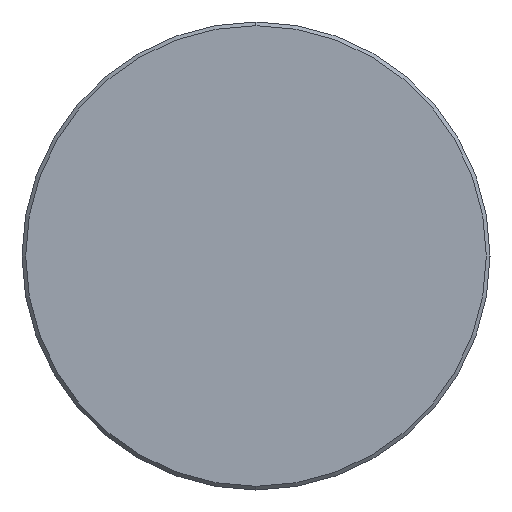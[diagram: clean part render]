
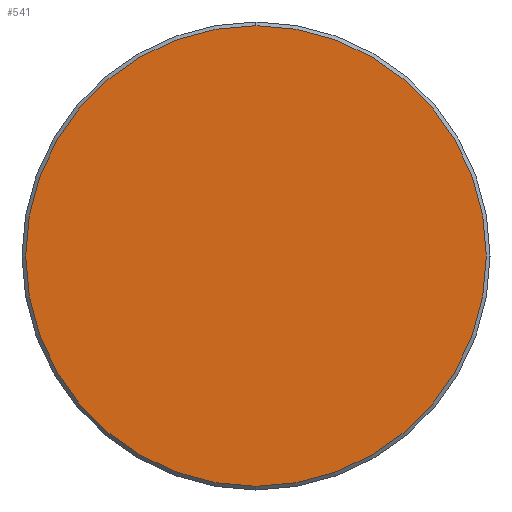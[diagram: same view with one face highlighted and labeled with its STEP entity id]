
A CAD part, left-side view. The second image highlights one B-rep face of the part: STEP entity #541.
In plain terms, the highlighted planar face has unit normal (-1, 0, 0).
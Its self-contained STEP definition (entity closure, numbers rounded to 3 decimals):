
#59 = CARTESIAN_POINT ( 'NONE',  ( 0., 0., -18.7 ) ) ;
#102 = CIRCLE ( 'NONE', #685, 18.7 ) ;
#149 = CARTESIAN_POINT ( 'NONE',  ( 0., 0., 0. ) ) ;
#213 = VERTEX_POINT ( 'NONE', #59 ) ;
#302 = DIRECTION ( 'NONE',  ( -1., 0., 0. ) ) ;
#346 = DIRECTION ( 'NONE',  ( -1., 0., 0. ) ) ;
#378 = ORIENTED_EDGE ( 'NONE', *, *, #629, .T. ) ;
#385 = AXIS2_PLACEMENT_3D ( 'NONE', #841, #423, #708 ) ;
#391 = EDGE_CURVE ( 'NONE', #213, #577, #102, .T. ) ;
#400 = AXIS2_PLACEMENT_3D ( 'NONE', #557, #302, #709 ) ;
#423 = DIRECTION ( 'NONE',  ( 1., 0., 0. ) ) ;
#541 = ADVANCED_FACE ( 'NONE', ( #839 ), #696, .F. ) ;
#557 = CARTESIAN_POINT ( 'NONE',  ( 0., 0., 0. ) ) ;
#577 = VERTEX_POINT ( 'NONE', #851 ) ;
#604 = CIRCLE ( 'NONE', #400, 18.7 ) ;
#618 = DIRECTION ( 'NONE',  ( 0., 0., 1. ) ) ;
#629 = EDGE_CURVE ( 'NONE', #577, #213, #604, .T. ) ;
#633 = EDGE_LOOP ( 'NONE', ( #814, #378 ) ) ;
#685 = AXIS2_PLACEMENT_3D ( 'NONE', #149, #346, #618 ) ;
#696 = PLANE ( 'NONE',  #385 ) ;
#708 = DIRECTION ( 'NONE',  ( 0., 0., -1. ) ) ;
#709 = DIRECTION ( 'NONE',  ( 0., 0., 1. ) ) ;
#814 = ORIENTED_EDGE ( 'NONE', *, *, #391, .T. ) ;
#839 = FACE_OUTER_BOUND ( 'NONE', #633, .T. ) ;
#841 = CARTESIAN_POINT ( 'NONE',  ( 0., 0., 0. ) ) ;
#851 = CARTESIAN_POINT ( 'NONE',  ( 0., 0., 18.7 ) ) ;
